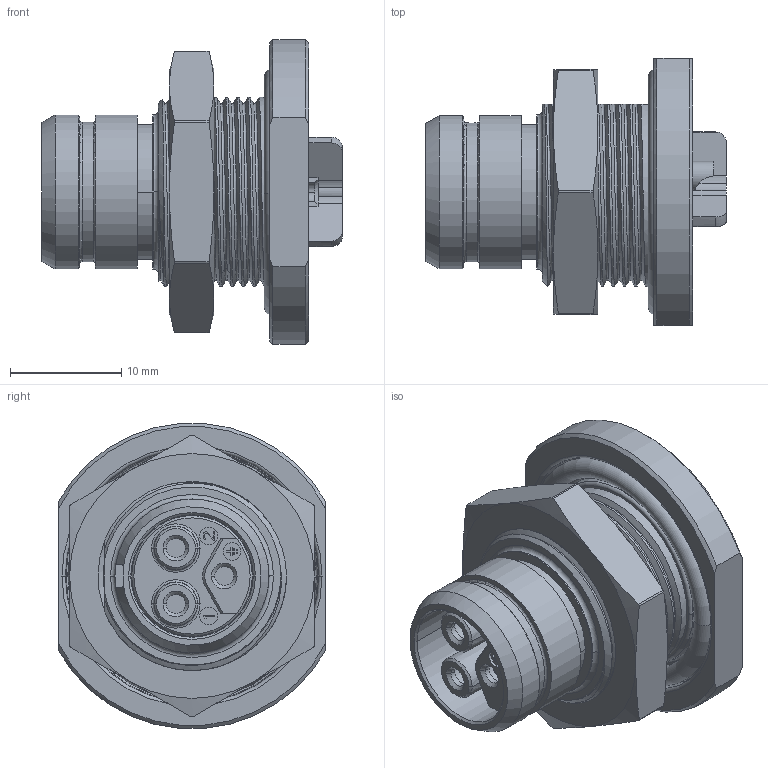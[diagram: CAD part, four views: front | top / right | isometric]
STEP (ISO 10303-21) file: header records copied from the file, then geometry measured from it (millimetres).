
FILE_DESCRIPTION((''),'2;1');
FILE_NAME('1331EV193FZ','2024-07-17T13:59:35',('paultorloting'),('NET AG system integration'),'CREO PARAMETRIC BY PTC INC, 2021404','CREO PARAMETRIC BY PTC INC, 2021404','');
FILE_SCHEMA(('AUTOMOTIVE_DESIGN { 1 0 10303 214 1 1 1 1 }'));
Length unit declared in the file: millimetre
Products named in the file (1): 1331EV193FZ
Bounding box: 27.05 x 24 x 27.41 mm (x, y, z)
Volume: 5036.3 mm3; surface area: 6876.4 mm2
Topology: 1 solids, 3 shells, 675 faces, 1758 edges, 1141 vertices
Faces by surface type: plane 315, cylinder 173, cone 104, torus 49, bspline 34
Entity records: 29281 total; most frequent: CARTESIAN_POINT 10430, ORIENTED_EDGE 3504, DIRECTION 3346, EDGE_CURVE 1752, AXIS2_PLACEMENT_3D 1219, VERTEX_POINT 1141, VECTOR 905, LINE 905
